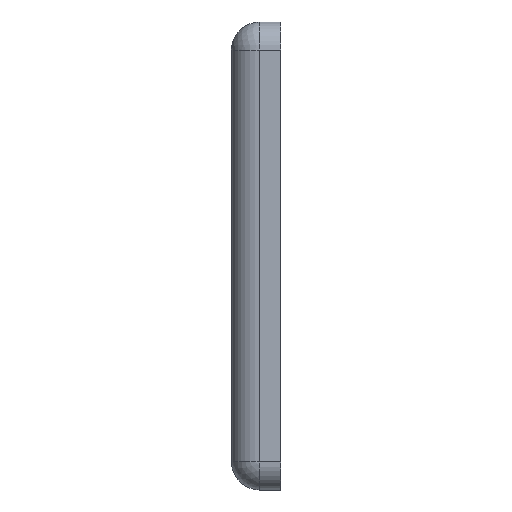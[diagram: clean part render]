
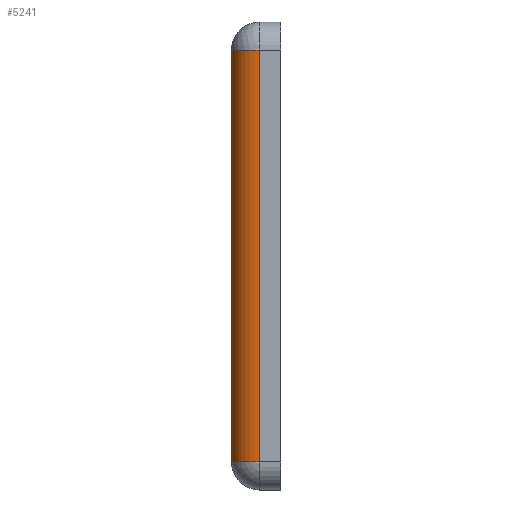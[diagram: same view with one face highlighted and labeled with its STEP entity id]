
A CAD part, left-side view. The second image highlights one B-rep face of the part: STEP entity #5241.
In plain terms, the highlighted cylindrical face has radius 2 mm (diameter 4 mm), a partial arc.
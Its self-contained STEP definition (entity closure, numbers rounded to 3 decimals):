
#533=LINE('',#7321,#865);
#534=LINE('',#7322,#866);
#865=VECTOR('',#6063,10.);
#866=VECTOR('',#6064,10.);
#1193=CYLINDRICAL_SURFACE('',#5563,2.);
#1253=FACE_OUTER_BOUND('',#1547,.T.);
#1547=EDGE_LOOP('',(#3541,#3542,#3543,#3544));
#1850=CIRCLE('',#5548,2.);
#1855=CIRCLE('',#5557,2.);
#2093=VERTEX_POINT('',#7283);
#2094=VERTEX_POINT('',#7285);
#2100=VERTEX_POINT('',#7305);
#2101=VERTEX_POINT('',#7306);
#2666=EDGE_CURVE('',#2093,#2094,#1850,.F.);
#2675=EDGE_CURVE('',#2100,#2101,#1855,.F.);
#2683=EDGE_CURVE('',#2101,#2093,#533,.T.);
#2684=EDGE_CURVE('',#2094,#2100,#534,.T.);
#3541=ORIENTED_EDGE('',*,*,#2675,.T.);
#3542=ORIENTED_EDGE('',*,*,#2683,.T.);
#3543=ORIENTED_EDGE('',*,*,#2666,.T.);
#3544=ORIENTED_EDGE('',*,*,#2684,.T.);
#5241=ADVANCED_FACE('',(#1253),#1193,.T.);
#5548=AXIS2_PLACEMENT_3D('',#7287,#6023,#6024);
#5557=AXIS2_PLACEMENT_3D('',#7307,#6045,#6046);
#5563=AXIS2_PLACEMENT_3D('',#7320,#6061,#6062);
#6023=DIRECTION('center_axis',(0.,0.,-1.));
#6024=DIRECTION('ref_axis',(0.,1.,0.));
#6045=DIRECTION('center_axis',(0.,0.,1.));
#6046=DIRECTION('ref_axis',(-1.,0.,0.));
#6061=DIRECTION('center_axis',(0.,0.,1.));
#6062=DIRECTION('ref_axis',(-0.707,0.707,0.));
#6063=DIRECTION('',(0.,0.,-1.));
#6064=DIRECTION('',(0.,0.,1.));
#7283=CARTESIAN_POINT('',(-0.275,4.,0.));
#7285=CARTESIAN_POINT('',(-2.275,2.,0.));
#7287=CARTESIAN_POINT('Origin',(-0.275,2.,0.));
#7305=CARTESIAN_POINT('',(-2.275,2.,29.275));
#7306=CARTESIAN_POINT('',(-0.275,4.,29.275));
#7307=CARTESIAN_POINT('Origin',(-0.275,2.,29.275));
#7320=CARTESIAN_POINT('Origin',(-0.275,2.,22.819));
#7321=CARTESIAN_POINT('',(-0.275,4.,22.819));
#7322=CARTESIAN_POINT('',(-2.275,2.,22.819));
